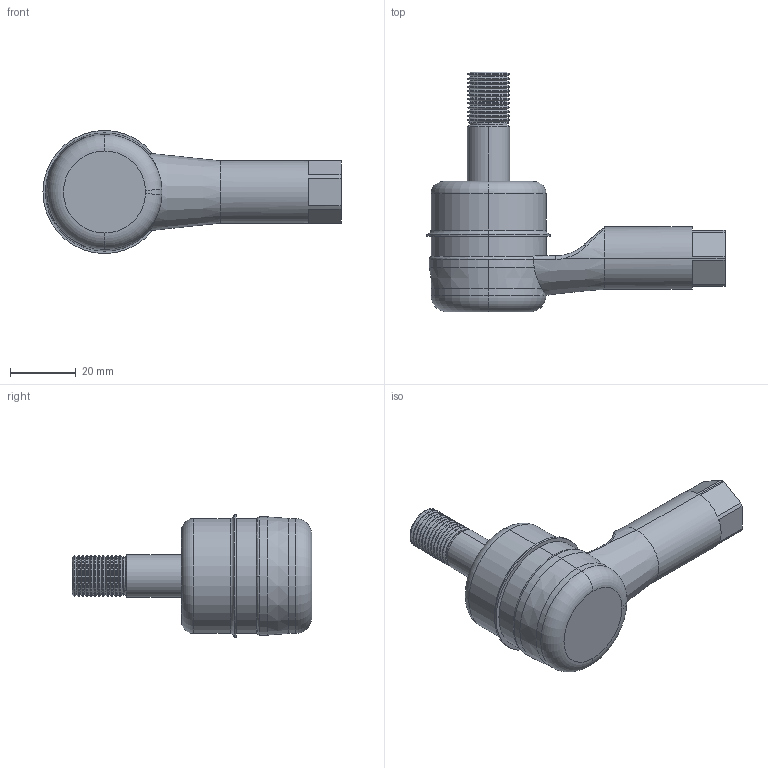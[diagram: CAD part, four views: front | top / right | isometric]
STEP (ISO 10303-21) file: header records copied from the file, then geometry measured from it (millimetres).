
FILE_DESCRIPTION (( 'STEP AP203' ), '1' );
FILE_NAME ('ROTUYN NGOÀI_Default_sldprt.STEP', '2022-11-12T10:58:25', ( 'Lenovo' ), ( '' ), 'SwSTEP 2.0', 'SolidWorks 2021', '' );
FILE_SCHEMA (( 'CONFIG_CONTROL_DESIGN' ));
Length unit declared in the file: millimetre
Products named in the file (1): ROTUYN NGOÀI_Default_sldprt
Bounding box: 90.75 x 73 x 37.5 mm (x, y, z)
Volume: 52775.8 mm3; surface area: 13332.3 mm2
Topology: 1 solids, 1 shells, 192 faces, 467 edges, 277 vertices
Faces by surface type: cylinder 88, cone 63, plane 20, bspline 14, torus 7
Entity records: 8227 total; most frequent: CARTESIAN_POINT 4018, ORIENTED_EDGE 926, DIRECTION 832, EDGE_CURVE 463, AXIS2_PLACEMENT_3D 330, VERTEX_POINT 277, EDGE_LOOP 196, ADVANCED_FACE 192
